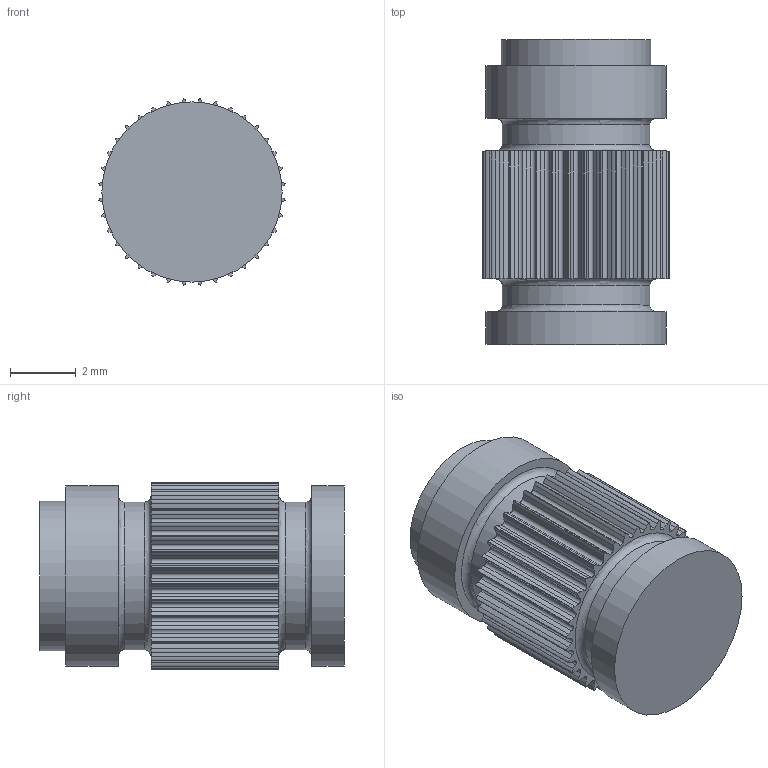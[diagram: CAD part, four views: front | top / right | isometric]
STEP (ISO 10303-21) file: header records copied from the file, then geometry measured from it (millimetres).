
FILE_DESCRIPTION(/* description */ (''),/* implementation_level */ '2;1');
FILE_NAME(/* name */ 'Insert Nut.ipt.step',/* time_stamp */ '2020-04-16T22:57:07-04:00',/* author */ ('Jordan'),/* organization */ (''),/* preprocessor_version */ 'ST-DEVELOPER v17',/* originating_system */ 'Autodesk Inventor 2019',/* authorisation */ '');
FILE_SCHEMA (('AUTOMOTIVE_DESIGN { 1 0 10303 214 3 1 1 }'));
Length unit declared in the file: millimetre
Products named in the file (1): Insert Nut
Bounding box: 5.68 x 9.3 x 5.68 mm (x, y, z)
Volume: 102.5 mm3; surface area: 433.2 mm2
Topology: 1 solids, 1 shells, 258 faces, 871 edges, 620 vertices
Faces by surface type: cylinder 164, plane 80, bspline 8, torus 4, cone 2
Full cylindrical faces by diameter (mm): 2.718 x14, 4.5 x2, 4.55 x1, 5.5 x2
Entity records: 15244 total; most frequent: CARTESIAN_POINT 7601, ORIENTED_EDGE 1740, DIRECTION 1507, EDGE_CURVE 870, VERTEX_POINT 620, AXIS2_PLACEMENT_3D 558, LINE 391, VECTOR 391
